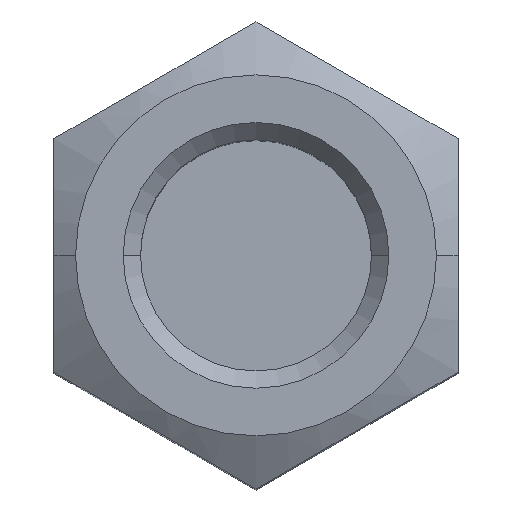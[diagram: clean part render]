
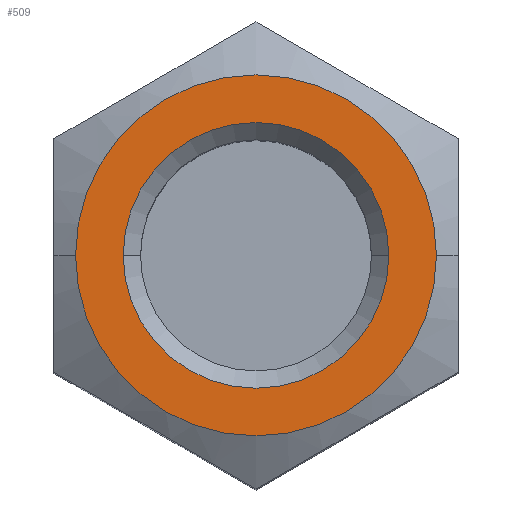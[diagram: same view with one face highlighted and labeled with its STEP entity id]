
A CAD part, top view. The second image highlights one B-rep face of the part: STEP entity #509.
In plain terms, the highlighted planar face has unit normal (0, 0, 1).
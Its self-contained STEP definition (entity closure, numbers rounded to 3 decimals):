
#30 = AXIS2_PLACEMENT_3D ( 'NONE', #572, #655, #70 ) ;
#64 = AXIS2_PLACEMENT_3D ( 'NONE', #610, #897, #526 ) ;
#70 = DIRECTION ( 'NONE',  ( 1., 0., 0. ) ) ;
#72 = PLANE ( 'NONE',  #953 ) ;
#106 = VERTEX_POINT ( 'NONE', #133 ) ;
#133 = CARTESIAN_POINT ( 'NONE',  ( -4.6, 0., 25. ) ) ;
#144 = EDGE_LOOP ( 'NONE', ( #367, #392 ) ) ;
#169 = AXIS2_PLACEMENT_3D ( 'NONE', #951, #730, #294 ) ;
#178 = VERTEX_POINT ( 'NONE', #489 ) ;
#207 = VERTEX_POINT ( 'NONE', #507 ) ;
#225 = DIRECTION ( 'NONE',  ( 0., 0., -1. ) ) ;
#282 = CIRCLE ( 'NONE', #552, 6.25 ) ;
#294 = DIRECTION ( 'NONE',  ( 1., 0., 0. ) ) ;
#297 = FACE_BOUND ( 'NONE', #144, .T. ) ;
#328 = CIRCLE ( 'NONE', #64, 4.6 ) ;
#333 = EDGE_CURVE ( 'NONE', #178, #207, #282, .T. ) ;
#367 = ORIENTED_EDGE ( 'NONE', *, *, #626, .F. ) ;
#392 = ORIENTED_EDGE ( 'NONE', *, *, #416, .F. ) ;
#416 = EDGE_CURVE ( 'NONE', #106, #692, #328, .T. ) ;
#428 = EDGE_LOOP ( 'NONE', ( #494, #628 ) ) ;
#468 = CARTESIAN_POINT ( 'NONE',  ( 0., -8.083, 25. ) ) ;
#489 = CARTESIAN_POINT ( 'NONE',  ( -6.25, 0., 25. ) ) ;
#494 = ORIENTED_EDGE ( 'NONE', *, *, #677, .T. ) ;
#507 = CARTESIAN_POINT ( 'NONE',  ( 6.25, 0., 25. ) ) ;
#509 = ADVANCED_FACE ( 'NONE', ( #297, #735 ), #72, .F. ) ;
#526 = DIRECTION ( 'NONE',  ( 1., 0., 0. ) ) ;
#546 = DIRECTION ( 'NONE',  ( 0., 0., 1. ) ) ;
#552 = AXIS2_PLACEMENT_3D ( 'NONE', #914, #546, #767 ) ;
#572 = CARTESIAN_POINT ( 'NONE',  ( 0., 0., 25. ) ) ;
#599 = CIRCLE ( 'NONE', #169, 6.25 ) ;
#610 = CARTESIAN_POINT ( 'NONE',  ( 0., 0., 25. ) ) ;
#626 = EDGE_CURVE ( 'NONE', #692, #106, #848, .T. ) ;
#628 = ORIENTED_EDGE ( 'NONE', *, *, #333, .T. ) ;
#655 = DIRECTION ( 'NONE',  ( 0., 0., 1. ) ) ;
#677 = EDGE_CURVE ( 'NONE', #207, #178, #599, .T. ) ;
#692 = VERTEX_POINT ( 'NONE', #865 ) ;
#730 = DIRECTION ( 'NONE',  ( 0., 0., 1. ) ) ;
#735 = FACE_OUTER_BOUND ( 'NONE', #428, .T. ) ;
#759 = DIRECTION ( 'NONE',  ( -1., 0., 0. ) ) ;
#767 = DIRECTION ( 'NONE',  ( 1., 0., 0. ) ) ;
#848 = CIRCLE ( 'NONE', #30, 4.6 ) ;
#865 = CARTESIAN_POINT ( 'NONE',  ( 4.6, 0., 25. ) ) ;
#897 = DIRECTION ( 'NONE',  ( 0., 0., 1. ) ) ;
#914 = CARTESIAN_POINT ( 'NONE',  ( 0., 0., 25. ) ) ;
#951 = CARTESIAN_POINT ( 'NONE',  ( 0., 0., 25. ) ) ;
#953 = AXIS2_PLACEMENT_3D ( 'NONE', #468, #225, #759 ) ;
